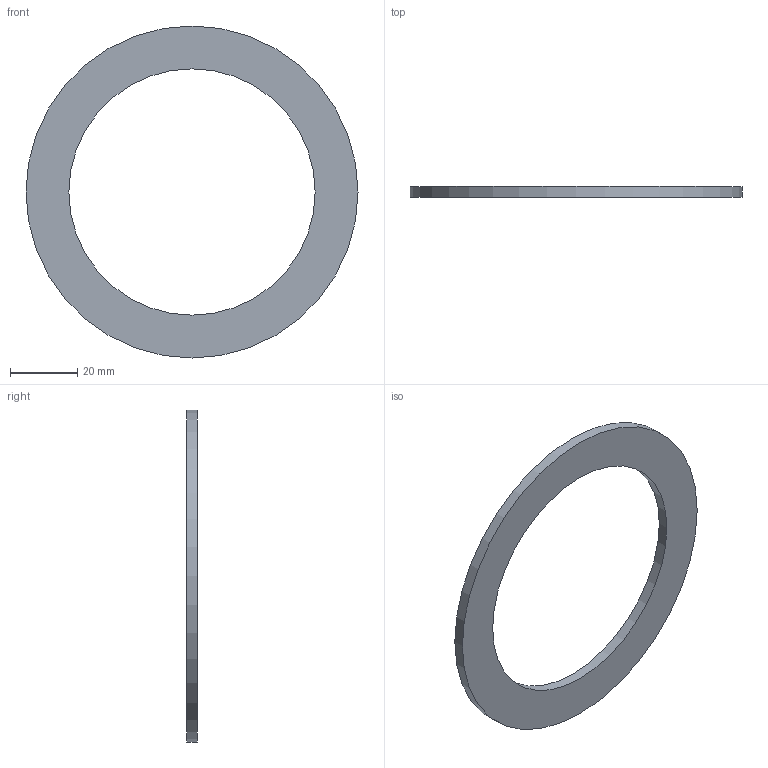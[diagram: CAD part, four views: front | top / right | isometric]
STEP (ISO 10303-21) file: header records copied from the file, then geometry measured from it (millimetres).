
FILE_DESCRIPTION(/* description */ ('Description','CAx-IF Rec.Pracs.---Representation and Presentation of Product Manufacturing Information (PMI)---4.0---2014-10-13'),/* implementation_level */ '2;1');
FILE_NAME(/* name */ 'Ring Vortex Finder.stp',/* time_stamp */ '2026-01-15T10:25:02-06:00',/* author */ ('tnewman'),/* organization */ ('Company'),/* preprocessor_version */ 'ST-DEVELOPER v20',/* originating_system */ 'Autodesk Inventor 2025',/* authorisation */ 'Authority');
FILE_SCHEMA (('AP242_MANAGED_MODEL_BASED_3D_ENGINEERING_MIM_LF { 1 0 10303 442 1 1 4 }'));
Length unit declared in the file: inch
Products named in the file (1): Part Number
Bounding box: 98.42 x 3.17 x 98.42 mm (x, y, z)
Volume: 10859.4 mm3; surface area: 8550.7 mm2
Topology: 1 solids, 1 shells, 4 faces, 6 edges, 4 vertices
Faces by surface type: cylinder 2, plane 2
Full cylindrical faces by diameter (mm): 73.025 x1, 98.425 x1
Entity records: 266 total; most frequent: DIRECTION 50, CARTESIAN_POINT 35, AXIS2_PLACEMENT_3D 24, ORIENTED_EDGE 12, STYLED_ITEM 6, EDGE_LOOP 6, CIRCLE 6, EDGE_CURVE 6
